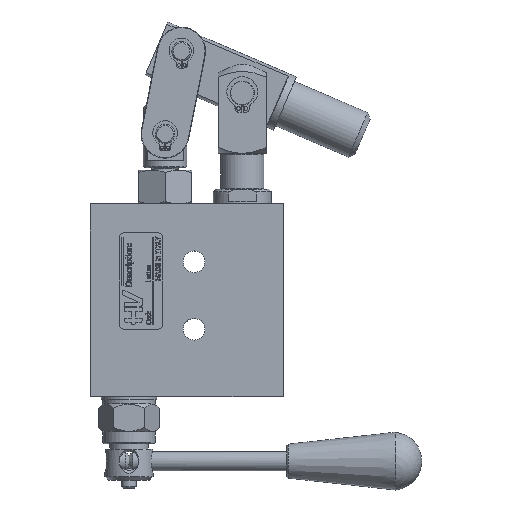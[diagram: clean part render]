
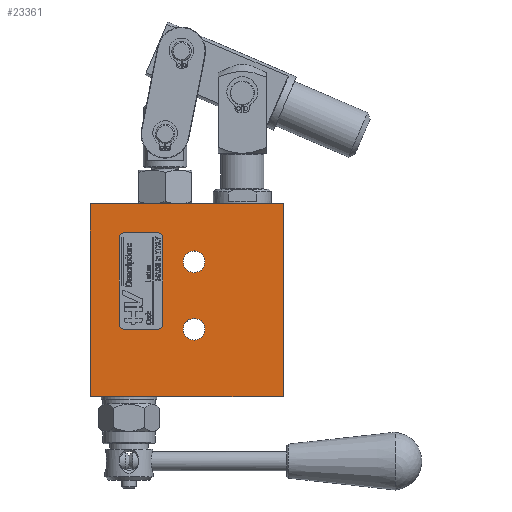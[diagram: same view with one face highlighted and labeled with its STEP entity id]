
A CAD part, top view. The second image highlights one B-rep face of the part: STEP entity #23361.
In plain terms, the highlighted planar face has unit normal (0, 0, 1).
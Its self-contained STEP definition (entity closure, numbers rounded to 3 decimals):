
#16233=CARTESIAN_POINT('',(-28.0,-10.,15.0));
#16234=VERTEX_POINT('',#16233);
#16241=CARTESIAN_POINT('',(-26.,-12.,15.0));
#16242=VERTEX_POINT('',#16241);
#16243=CARTESIAN_POINT('',(-26.,-10.,15.0));
#16244=DIRECTION('',(0.0,0.0,-1.0));
#16245=DIRECTION('',(-1.0,0.0,0.0));
#16246=AXIS2_PLACEMENT_3D('',#16243,#16244,#16245);
#16247=CIRCLE('',#16246,2.0);
#16248=EDGE_CURVE('',#16242,#16234,#16247,.T.);
#16265=CARTESIAN_POINT('',(-28.0,26.,15.0));
#16266=VERTEX_POINT('',#16265);
#16273=CARTESIAN_POINT('',(-28.0,-10.,15.0));
#16274=DIRECTION('',(0.0,1.0,0.0));
#16275=VECTOR('',#16274,36.0);
#16276=LINE('',#16273,#16275);
#16277=EDGE_CURVE('',#16234,#16266,#16276,.T.);
#16289=CARTESIAN_POINT('',(-26.,28.,15.0));
#16290=VERTEX_POINT('',#16289);
#16297=CARTESIAN_POINT('',(-26.,26.,15.0));
#16298=DIRECTION('',(0.0,0.0,-1.0));
#16299=DIRECTION('',(0.0,1.0,0.0));
#16300=AXIS2_PLACEMENT_3D('',#16297,#16298,#16299);
#16301=CIRCLE('',#16300,2.0);
#16302=EDGE_CURVE('',#16266,#16290,#16301,.T.);
#16314=CARTESIAN_POINT('',(-12.,28.,15.0));
#16315=VERTEX_POINT('',#16314);
#16322=CARTESIAN_POINT('',(-26.,28.,15.0));
#16323=DIRECTION('',(1.0,0.0,0.0));
#16324=VECTOR('',#16323,14.);
#16325=LINE('',#16322,#16324);
#16326=EDGE_CURVE('',#16290,#16315,#16325,.T.);
#16338=CARTESIAN_POINT('',(-10.,26.,15.0));
#16339=VERTEX_POINT('',#16338);
#16346=CARTESIAN_POINT('',(-12.,26.,15.0));
#16347=DIRECTION('',(0.0,0.0,-1.0));
#16348=DIRECTION('',(1.0,0.0,0.0));
#16349=AXIS2_PLACEMENT_3D('',#16346,#16347,#16348);
#16350=CIRCLE('',#16349,2.);
#16351=EDGE_CURVE('',#16315,#16339,#16350,.T.);
#16363=CARTESIAN_POINT('',(-10.,-10.,15.0));
#16364=VERTEX_POINT('',#16363);
#16371=CARTESIAN_POINT('',(-10.,26.,15.0));
#16372=DIRECTION('',(0.0,-1.0,0.0));
#16373=VECTOR('',#16372,36.);
#16374=LINE('',#16371,#16373);
#16375=EDGE_CURVE('',#16339,#16364,#16374,.T.);
#16387=CARTESIAN_POINT('',(-12.,-12.,15.0));
#16388=VERTEX_POINT('',#16387);
#16395=CARTESIAN_POINT('',(-12.,-10.,15.0));
#16396=DIRECTION('',(0.0,0.0,-1.0));
#16397=DIRECTION('',(0.0,-1.0,0.0));
#16398=AXIS2_PLACEMENT_3D('',#16395,#16396,#16397);
#16399=CIRCLE('',#16398,2.);
#16400=EDGE_CURVE('',#16364,#16388,#16399,.T.);
#16413=CARTESIAN_POINT('',(-12.,-12.,15.0));
#16414=DIRECTION('',(-1.0,0.0,0.0));
#16415=VECTOR('',#16414,14.);
#16416=LINE('',#16413,#16415);
#16417=EDGE_CURVE('',#16388,#16242,#16416,.T.);
#23155=CARTESIAN_POINT('',(7.5,-12.,15.0));
#23156=VERTEX_POINT('',#23155);
#23157=CARTESIAN_POINT('',(3.,-12.,15.0));
#23158=DIRECTION('',(0.0,0.0,-1.0));
#23159=DIRECTION('',(1.0,0.0,0.0));
#23160=AXIS2_PLACEMENT_3D('',#23157,#23158,#23159);
#23161=CIRCLE('',#23160,4.5);
#23162=EDGE_CURVE('',#23156,#23156,#23161,.T.);
#23183=CARTESIAN_POINT('',(7.5,16.,15.0));
#23184=VERTEX_POINT('',#23183);
#23185=CARTESIAN_POINT('',(3.,16.,15.0));
#23186=DIRECTION('',(0.0,0.0,-1.0));
#23187=DIRECTION('',(1.0,0.0,0.0));
#23188=AXIS2_PLACEMENT_3D('',#23185,#23186,#23187);
#23189=CIRCLE('',#23188,4.5);
#23190=EDGE_CURVE('',#23184,#23184,#23189,.T.);
#23246=CARTESIAN_POINT('',(-40.0,-40.0,15.0));
#23247=VERTEX_POINT('',#23246);
#23248=CARTESIAN_POINT('',(-40.0,40.,15.0));
#23249=VERTEX_POINT('',#23248);
#23250=CARTESIAN_POINT('',(-40.0,-40.0,15.0));
#23251=DIRECTION('',(0.0,1.0,0.0));
#23252=VECTOR('',#23251,80.0);
#23253=LINE('',#23250,#23252);
#23254=EDGE_CURVE('',#23247,#23249,#23253,.T.);
#23280=CARTESIAN_POINT('',(40.0,40.,15.0));
#23281=VERTEX_POINT('',#23280);
#23282=CARTESIAN_POINT('',(40.0,-40.0,15.0));
#23283=VERTEX_POINT('',#23282);
#23284=CARTESIAN_POINT('',(40.0,40.,15.0));
#23285=DIRECTION('',(0.0,-1.0,0.0));
#23286=VECTOR('',#23285,80.0);
#23287=LINE('',#23284,#23286);
#23288=EDGE_CURVE('',#23281,#23283,#23287,.T.);
#23314=CARTESIAN_POINT('',(40.0,-40.0,15.0));
#23315=DIRECTION('',(-1.0,0.0,0.0));
#23316=VECTOR('',#23315,80.0);
#23317=LINE('',#23314,#23316);
#23318=EDGE_CURVE('',#23283,#23247,#23317,.T.);
#23329=CARTESIAN_POINT('',(0.0,0.,15.0));
#23330=DIRECTION('',(0.0,0.0,1.0));
#23331=DIRECTION('',(1.0,0.0,0.0));
#23332=AXIS2_PLACEMENT_3D('',#23329,#23330,#23331);
#23333=PLANE('',#23332);
#23334=ORIENTED_EDGE('',*,*,#23254,.F.);
#23335=ORIENTED_EDGE('',*,*,#23318,.F.);
#23336=ORIENTED_EDGE('',*,*,#23288,.F.);
#23337=CARTESIAN_POINT('',(-40.0,40.,15.0));
#23338=DIRECTION('',(1.0,0.0,0.0));
#23339=VECTOR('',#23338,80.0);
#23340=LINE('',#23337,#23339);
#23341=EDGE_CURVE('',#23249,#23281,#23340,.T.);
#23342=ORIENTED_EDGE('',*,*,#23341,.F.);
#23343=EDGE_LOOP('',(#23334,#23335,#23336,#23342));
#23344=FACE_OUTER_BOUND('',#23343,.T.);
#23345=ORIENTED_EDGE('',*,*,#16248,.T.);
#23346=ORIENTED_EDGE('',*,*,#16277,.T.);
#23347=ORIENTED_EDGE('',*,*,#16302,.T.);
#23348=ORIENTED_EDGE('',*,*,#16326,.T.);
#23349=ORIENTED_EDGE('',*,*,#16351,.T.);
#23350=ORIENTED_EDGE('',*,*,#16375,.T.);
#23351=ORIENTED_EDGE('',*,*,#16400,.T.);
#23352=ORIENTED_EDGE('',*,*,#16417,.T.);
#23353=EDGE_LOOP('',(#23345,#23346,#23347,#23348,#23349,#23350,#23351,#23352));
#23354=FACE_BOUND('',#23353,.T.);
#23355=ORIENTED_EDGE('',*,*,#23162,.T.);
#23356=EDGE_LOOP('',(#23355));
#23357=FACE_BOUND('',#23356,.T.);
#23358=ORIENTED_EDGE('',*,*,#23190,.T.);
#23359=EDGE_LOOP('',(#23358));
#23360=FACE_BOUND('',#23359,.T.);
#23361=ADVANCED_FACE('',(#23344,#23354,#23357,#23360),#23333,.T.);
